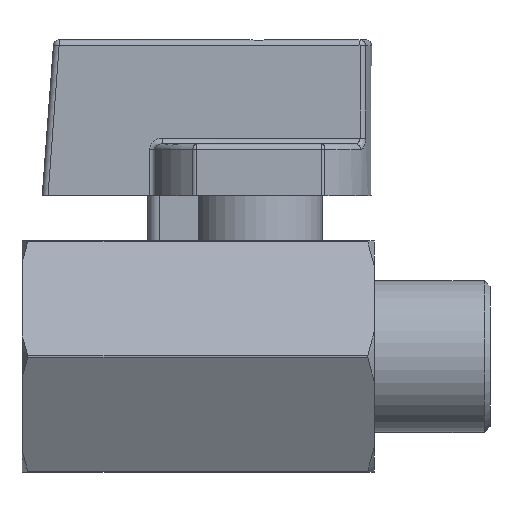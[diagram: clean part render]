
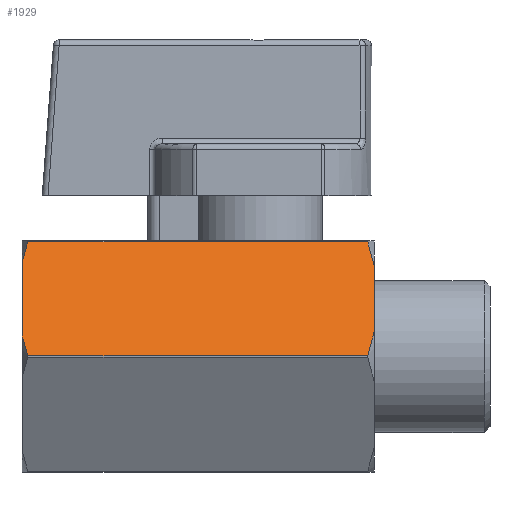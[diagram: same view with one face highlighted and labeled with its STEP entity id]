
A CAD part, left-side view. The second image highlights one B-rep face of the part: STEP entity #1929.
In plain terms, the highlighted planar face has unit normal (-0.866, 0, 0.5).
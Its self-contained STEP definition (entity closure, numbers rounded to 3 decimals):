
#58=B_SPLINE_CURVE_WITH_KNOTS('',3,(#3180,#3181,#3182,#3183),
 .UNSPECIFIED.,.F.,.F.,(4,4),(0.018,0.02),
 .UNSPECIFIED.);
#59=B_SPLINE_CURVE_WITH_KNOTS('',3,(#3185,#3186,#3187,#3188),
 .UNSPECIFIED.,.F.,.F.,(4,4),(0.009,0.011),
 .UNSPECIFIED.);
#69=B_SPLINE_CURVE_WITH_KNOTS('',3,(#3248,#3249,#3250,#3251),
 .UNSPECIFIED.,.F.,.F.,(4,4),(0.,0.003),.UNSPECIFIED.);
#70=B_SPLINE_CURVE_WITH_KNOTS('',3,(#3255,#3256,#3257,#3258),
 .UNSPECIFIED.,.F.,.F.,(4,4),(0.,0.003),
 .UNSPECIFIED.);
#122=LINE('',#3095,#199);
#125=LINE('',#3109,#202);
#134=LINE('',#3152,#211);
#141=LINE('',#3253,#218);
#199=VECTOR('',#2501,1000.);
#202=VECTOR('',#2512,1000.);
#211=VECTOR('',#2549,1000.);
#218=VECTOR('',#2582,1000.);
#283=PLANE('',#2137);
#625=ORIENTED_EDGE('',*,*,#879,.F.);
#626=ORIENTED_EDGE('',*,*,#926,.T.);
#627=ORIENTED_EDGE('',*,*,#927,.F.);
#628=ORIENTED_EDGE('',*,*,#928,.T.);
#629=ORIENTED_EDGE('',*,*,#873,.F.);
#630=ORIENTED_EDGE('',*,*,#907,.F.);
#631=ORIENTED_EDGE('',*,*,#899,.F.);
#632=ORIENTED_EDGE('',*,*,#908,.F.);
#873=EDGE_CURVE('',#1046,#1047,#122,.F.);
#879=EDGE_CURVE('',#1052,#1053,#125,.T.);
#899=EDGE_CURVE('',#1072,#1073,#134,.T.);
#907=EDGE_CURVE('',#1073,#1046,#58,.T.);
#908=EDGE_CURVE('',#1053,#1072,#59,.T.);
#926=EDGE_CURVE('',#1052,#1085,#69,.T.);
#927=EDGE_CURVE('',#1086,#1085,#141,.T.);
#928=EDGE_CURVE('',#1086,#1047,#70,.T.);
#1046=VERTEX_POINT('',#3096);
#1047=VERTEX_POINT('',#3097);
#1052=VERTEX_POINT('',#3108);
#1053=VERTEX_POINT('',#3110);
#1072=VERTEX_POINT('',#3151);
#1073=VERTEX_POINT('',#3153);
#1085=VERTEX_POINT('',#3252);
#1086=VERTEX_POINT('',#3254);
#1303=EDGE_LOOP('',(#625,#626,#627,#628,#629,#630,#631,#632));
#1427=FACE_BOUND('',#1303,.T.);
#1929=ADVANCED_FACE('',(#1427),#283,.T.);
#2137=AXIS2_PLACEMENT_3D('',#3247,#2580,#2581);
#2501=DIRECTION('',(0.,1.,0.));
#2512=DIRECTION('',(0.,1.,0.));
#2549=DIRECTION('',(0.5,0.,0.866));
#2580=DIRECTION('',(-0.866,0.,0.5));
#2581=DIRECTION('',(0.5,0.,0.866));
#2582=DIRECTION('',(-0.5,0.,-0.866));
#3095=CARTESIAN_POINT('',(-5.821,-20.,9.918));
#3096=CARTESIAN_POINT('',(-5.821,20.,9.918));
#3097=CARTESIAN_POINT('',(-5.821,-9.423,9.918));
#3108=CARTESIAN_POINT('',(-11.5,-9.423,0.082));
#3109=CARTESIAN_POINT('',(-11.5,-20.,0.082));
#3110=CARTESIAN_POINT('',(-11.5,20.,0.082));
#3151=CARTESIAN_POINT('',(-10.469,20.5,1.868));
#3152=CARTESIAN_POINT('',(-8.66,20.5,5.));
#3153=CARTESIAN_POINT('',(-6.852,20.5,8.132));
#3180=CARTESIAN_POINT('',(-6.852,20.5,8.132));
#3181=CARTESIAN_POINT('',(-6.504,20.363,8.735));
#3182=CARTESIAN_POINT('',(-6.16,20.194,9.33));
#3183=CARTESIAN_POINT('',(-5.821,20.,9.918));
#3185=CARTESIAN_POINT('',(-11.5,20.,0.082));
#3186=CARTESIAN_POINT('',(-11.16,20.194,0.67));
#3187=CARTESIAN_POINT('',(-10.814,20.364,1.269));
#3188=CARTESIAN_POINT('',(-10.469,20.5,1.868));
#3247=CARTESIAN_POINT('',(-5.774,33.934,10.));
#3248=CARTESIAN_POINT('',(-11.5,-9.423,0.082));
#3249=CARTESIAN_POINT('',(-11.092,-9.655,0.789));
#3250=CARTESIAN_POINT('',(-10.679,-9.853,1.503));
#3251=CARTESIAN_POINT('',(-10.261,-10.,2.227));
#3252=CARTESIAN_POINT('',(-10.261,-10.,2.227));
#3253=CARTESIAN_POINT('',(-5.774,-10.,10.));
#3254=CARTESIAN_POINT('',(-7.059,-10.,7.773));
#3255=CARTESIAN_POINT('',(-7.059,-10.,7.773));
#3256=CARTESIAN_POINT('',(-6.641,-9.853,8.497));
#3257=CARTESIAN_POINT('',(-6.229,-9.655,9.211));
#3258=CARTESIAN_POINT('',(-5.821,-9.423,9.918));
